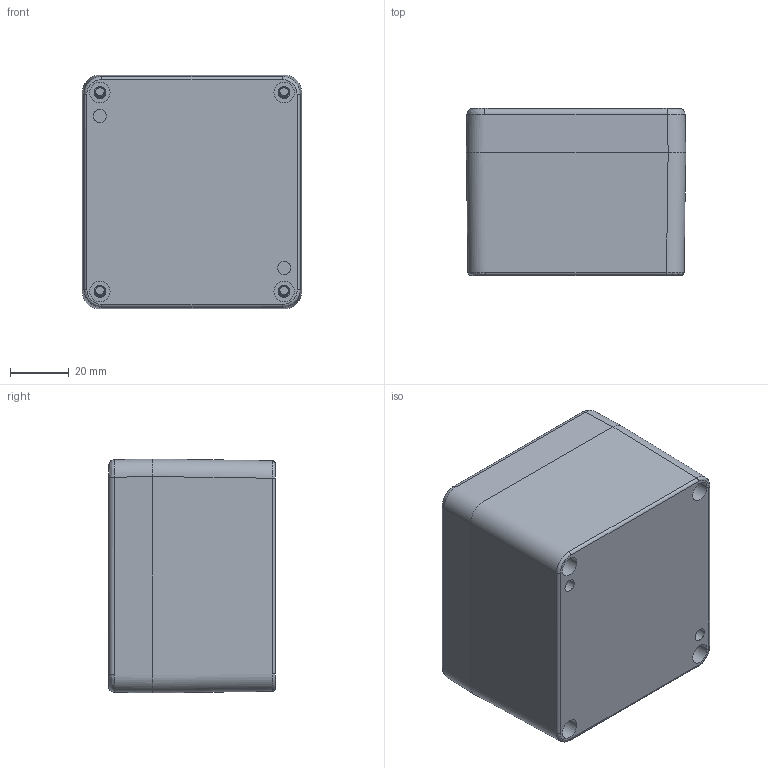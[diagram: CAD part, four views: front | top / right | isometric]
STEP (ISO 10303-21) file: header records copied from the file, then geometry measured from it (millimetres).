
FILE_DESCRIPTION (( 'STEP AP214' ), '1' );
FILE_NAME ('2374-0708-05-50.step', '2023-11-08T10:38:01', ( '' ), ( '' ), 'SwSTEP 2.0', 'SolidWorks 2019', '' );
FILE_SCHEMA (( 'AUTOMOTIVE_DESIGN' ));
Length unit declared in the file: millimetre
Products named in the file (6): Deckel^2374-0708-05-50; Unterteil^2374-0708-05-50; DeckelschraubeM4x20; 2374-0708-05-50; SchutzleiteranschlussM4x8
Assembly tree (10 placements, depth 3):
  2374-0708-05-50
    2374-0708-05-50
      Unterteil^2374-0708-05-50
      SchutzleiteranschlussM4x8  x3
      Deckel^2374-0708-05-50
      DeckelschraubeM4x20  x4
Bounding box: 75 x 57 x 80 mm (x, y, z)
Volume: 35956.9 mm3; surface area: 66083.1 mm2
Topology: 7 solids, 26 shells, 776 faces, 2044 edges, 1297 vertices
Faces by surface type: plane 325, cylinder 261, cone 148, bspline 22, torus 20
Entity records: 16742 total; most frequent: CARTESIAN_POINT 6190, ORIENTED_EDGE 2180, DIRECTION 2057, EDGE_CURVE 1112, AXIS2_PLACEMENT_3D 792, VERTEX_POINT 714, EDGE_LOOP 500, LINE 473
